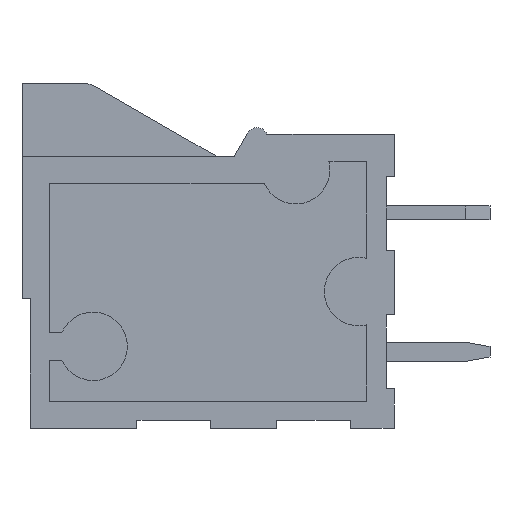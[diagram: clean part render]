
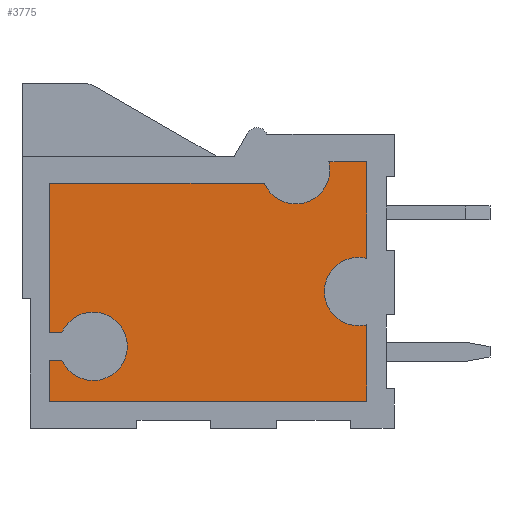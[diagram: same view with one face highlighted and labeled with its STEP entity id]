
A CAD part, left-side view. The second image highlights one B-rep face of the part: STEP entity #3775.
In plain terms, the highlighted planar face has unit normal (-1, 0, 0).
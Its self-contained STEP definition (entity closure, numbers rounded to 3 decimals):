
#2373 = EDGE_CURVE('',#2374,#2376,#2378,.T.);
#2374 = VERTEX_POINT('',#2375);
#2375 = CARTESIAN_POINT('',(1.5,12.146,-10.1));
#2376 = VERTEX_POINT('',#2377);
#2377 = CARTESIAN_POINT('',(1.5,11.,-10.85));
#2378 = CIRCLE('',#2379,1.25);
#2379 = AXIS2_PLACEMENT_3D('',#2380,#2381,#2382);
#2380 = CARTESIAN_POINT('',(1.5,11.,-9.6));
#2381 = DIRECTION('',(-1.,0.,0.));
#2382 = DIRECTION('',(0.,0.,1.));
#2416 = EDGE_CURVE('',#2376,#2417,#2419,.T.);
#2417 = VERTEX_POINT('',#2418);
#2418 = CARTESIAN_POINT('',(1.5,11.,-8.35));
#2419 = CIRCLE('',#2420,1.25);
#2420 = AXIS2_PLACEMENT_3D('',#2421,#2422,#2423);
#2421 = CARTESIAN_POINT('',(1.5,11.,-9.6));
#2422 = DIRECTION('',(-1.,0.,0.));
#2423 = DIRECTION('',(0.,0.,1.));
#2448 = EDGE_CURVE('',#2449,#2451,#2453,.T.);
#2449 = VERTEX_POINT('',#2450);
#2450 = CARTESIAN_POINT('',(1.5,1.3,-6.35));
#2451 = VERTEX_POINT('',#2452);
#2452 = CARTESIAN_POINT('',(1.5,1.3,-8.85));
#2453 = CIRCLE('',#2454,1.25);
#2454 = AXIS2_PLACEMENT_3D('',#2455,#2456,#2457);
#2455 = CARTESIAN_POINT('',(1.5,1.3,-7.6));
#2456 = DIRECTION('',(-1.,0.,0.));
#2457 = DIRECTION('',(0.,0.,1.));
#2490 = EDGE_CURVE('',#2491,#2449,#2493,.T.);
#2491 = VERTEX_POINT('',#2492);
#2492 = CARTESIAN_POINT('',(1.5,1.,-6.387));
#2493 = CIRCLE('',#2494,1.25);
#2494 = AXIS2_PLACEMENT_3D('',#2495,#2496,#2497);
#2495 = CARTESIAN_POINT('',(1.5,1.3,-7.6));
#2496 = DIRECTION('',(-1.,0.,0.));
#2497 = DIRECTION('',(0.,0.,1.));
#3503 = EDGE_CURVE('',#2451,#3504,#3506,.T.);
#3504 = VERTEX_POINT('',#3505);
#3505 = CARTESIAN_POINT('',(1.5,1.,-8.813));
#3506 = CIRCLE('',#3507,1.25);
#3507 = AXIS2_PLACEMENT_3D('',#3508,#3509,#3510);
#3508 = CARTESIAN_POINT('',(1.5,1.3,-7.6));
#3509 = DIRECTION('',(-1.,0.,0.));
#3510 = DIRECTION('',(0.,0.,1.));
#3529 = EDGE_CURVE('',#3530,#3504,#3532,.T.);
#3530 = VERTEX_POINT('',#3531);
#3531 = CARTESIAN_POINT('',(1.5,1.,-11.6));
#3532 = LINE('',#3533,#3534);
#3533 = CARTESIAN_POINT('',(1.5,1.,0.));
#3534 = VECTOR('',#3535,1.);
#3535 = DIRECTION('',(0.,0.,1.));
#3553 = EDGE_CURVE('',#3554,#3530,#3556,.T.);
#3554 = VERTEX_POINT('',#3555);
#3555 = CARTESIAN_POINT('',(1.5,12.6,-11.6));
#3556 = LINE('',#3557,#3558);
#3557 = CARTESIAN_POINT('',(1.5,0.,-11.6));
#3558 = VECTOR('',#3559,1.);
#3559 = DIRECTION('',(0.,-1.,0.));
#3577 = EDGE_CURVE('',#3554,#3578,#3580,.T.);
#3578 = VERTEX_POINT('',#3579);
#3579 = CARTESIAN_POINT('',(1.5,12.6,-10.1));
#3580 = LINE('',#3581,#3582);
#3581 = CARTESIAN_POINT('',(1.5,12.6,0.));
#3582 = VECTOR('',#3583,1.);
#3583 = DIRECTION('',(0.,0.,1.));
#3601 = EDGE_CURVE('',#3578,#2374,#3602,.T.);
#3602 = LINE('',#3603,#3604);
#3603 = CARTESIAN_POINT('',(1.5,0.,-10.1));
#3604 = VECTOR('',#3605,1.);
#3605 = DIRECTION('',(0.,-1.,0.));
#3617 = EDGE_CURVE('',#2417,#3618,#3620,.T.);
#3618 = VERTEX_POINT('',#3619);
#3619 = CARTESIAN_POINT('',(1.5,12.146,-9.1));
#3620 = CIRCLE('',#3621,1.25);
#3621 = AXIS2_PLACEMENT_3D('',#3622,#3623,#3624);
#3622 = CARTESIAN_POINT('',(1.5,11.,-9.6));
#3623 = DIRECTION('',(-1.,0.,0.));
#3624 = DIRECTION('',(0.,0.,1.));
#3643 = EDGE_CURVE('',#3644,#3618,#3646,.T.);
#3644 = VERTEX_POINT('',#3645);
#3645 = CARTESIAN_POINT('',(1.5,12.6,-9.1));
#3646 = LINE('',#3647,#3648);
#3647 = CARTESIAN_POINT('',(1.5,0.,-9.1));
#3648 = VECTOR('',#3649,1.);
#3649 = DIRECTION('',(0.,-1.,0.));
#3667 = EDGE_CURVE('',#3644,#3668,#3670,.T.);
#3668 = VERTEX_POINT('',#3669);
#3669 = CARTESIAN_POINT('',(1.5,12.6,-3.65));
#3670 = LINE('',#3671,#3672);
#3671 = CARTESIAN_POINT('',(1.5,12.6,0.));
#3672 = VECTOR('',#3673,1.);
#3673 = DIRECTION('',(0.,0.,1.));
#3691 = EDGE_CURVE('',#3692,#3668,#3694,.T.);
#3692 = VERTEX_POINT('',#3693);
#3693 = CARTESIAN_POINT('',(1.5,4.746,-3.65));
#3694 = LINE('',#3695,#3696);
#3695 = CARTESIAN_POINT('',(1.5,0.,-3.65));
#3696 = VECTOR('',#3697,1.);
#3697 = DIRECTION('',(0.,1.,0.));
#3715 = EDGE_CURVE('',#3692,#3716,#3718,.T.);
#3716 = VERTEX_POINT('',#3717);
#3717 = CARTESIAN_POINT('',(1.5,2.387,-2.85));
#3718 = CIRCLE('',#3719,1.25);
#3719 = AXIS2_PLACEMENT_3D('',#3720,#3721,#3722);
#3720 = CARTESIAN_POINT('',(1.5,3.6,-3.15));
#3721 = DIRECTION('',(-1.,0.,0.));
#3722 = DIRECTION('',(0.,0.,1.));
#3740 = EDGE_CURVE('',#3716,#3741,#3743,.T.);
#3741 = VERTEX_POINT('',#3742);
#3742 = CARTESIAN_POINT('',(1.5,1.,-2.85));
#3743 = LINE('',#3744,#3745);
#3744 = CARTESIAN_POINT('',(1.5,0.,-2.85));
#3745 = VECTOR('',#3746,1.);
#3746 = DIRECTION('',(0.,-1.,0.));
#3764 = EDGE_CURVE('',#2491,#3741,#3765,.T.);
#3765 = LINE('',#3766,#3767);
#3766 = CARTESIAN_POINT('',(1.5,1.,0.));
#3767 = VECTOR('',#3768,1.);
#3768 = DIRECTION('',(0.,0.,1.));
#3775 = ADVANCED_FACE('',(#3776),#3794,.T.);
#3776 = FACE_BOUND('',#3777,.T.);
#3777 = EDGE_LOOP('',(#3778,#3779,#3780,#3781,#3782,#3783,#3784,#3785,
    #3786,#3787,#3788,#3789,#3790,#3791,#3792,#3793));
#3778 = ORIENTED_EDGE('',*,*,#2490,.F.);
#3779 = ORIENTED_EDGE('',*,*,#3764,.T.);
#3780 = ORIENTED_EDGE('',*,*,#3740,.F.);
#3781 = ORIENTED_EDGE('',*,*,#3715,.F.);
#3782 = ORIENTED_EDGE('',*,*,#3691,.T.);
#3783 = ORIENTED_EDGE('',*,*,#3667,.F.);
#3784 = ORIENTED_EDGE('',*,*,#3643,.T.);
#3785 = ORIENTED_EDGE('',*,*,#3617,.F.);
#3786 = ORIENTED_EDGE('',*,*,#2416,.F.);
#3787 = ORIENTED_EDGE('',*,*,#2373,.F.);
#3788 = ORIENTED_EDGE('',*,*,#3601,.F.);
#3789 = ORIENTED_EDGE('',*,*,#3577,.F.);
#3790 = ORIENTED_EDGE('',*,*,#3553,.T.);
#3791 = ORIENTED_EDGE('',*,*,#3529,.T.);
#3792 = ORIENTED_EDGE('',*,*,#3503,.F.);
#3793 = ORIENTED_EDGE('',*,*,#2448,.F.);
#3794 = PLANE('',#3795);
#3795 = AXIS2_PLACEMENT_3D('',#3796,#3797,#3798);
#3796 = CARTESIAN_POINT('',(1.5,0.,0.));
#3797 = DIRECTION('',(-1.,0.,0.));
#3798 = DIRECTION('',(0.,0.,1.));
